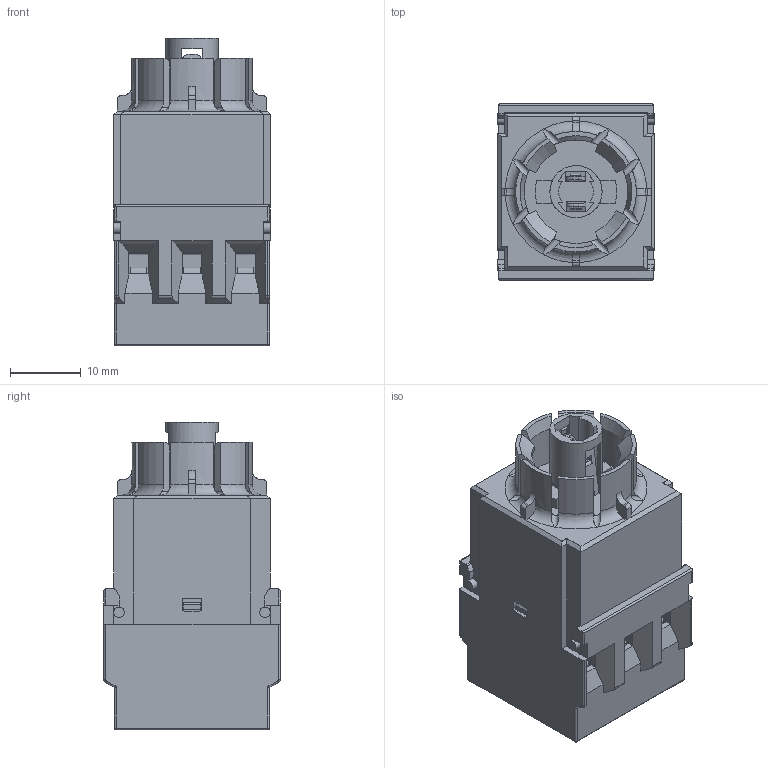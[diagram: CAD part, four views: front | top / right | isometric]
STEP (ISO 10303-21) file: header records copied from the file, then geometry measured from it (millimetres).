
FILE_DESCRIPTION(/* description */ (''),/* implementation_level */ '2;1');
FILE_NAME(/* name */ 'BZLII5K_ipt.stp',/* time_stamp */ '2017-03-31T08:03:12+02:00',/* author */ ('ahoffmann'),/* organization */ (''),/* preprocessor_version */ 'ST-DEVELOPER v16.1',/* originating_system */ 'Autodesk Inventor 2016',/* authorisation */ '');
FILE_SCHEMA (('AUTOMOTIVE_DESIGN { 1 0 10303 214 3 1 1 }'));
Length unit declared in the file: centimetre
Products named in the file (1): BZLII5K_vereinfacht
Bounding box: 22.2 x 25 x 43.65 mm (x, y, z)
Volume: 14631.1 mm3; surface area: 10037.7 mm2
Topology: 1 solids, 6 shells, 958 faces, 2565 edges, 1647 vertices
Faces by surface type: plane 705, cylinder 165, cone 32, torus 26, bspline 22, sphere 8
Full cylindrical faces by diameter (mm): 1.5 x4, 1.7 x6, 4 x6, 7.4 x1
Entity records: 34508 total; most frequent: CARTESIAN_POINT 11209, ORIENTED_EDGE 4956, DIRECTION 4569, EDGE_CURVE 2478, LINE 1869, VECTOR 1869, VERTEX_POINT 1615, AXIS2_PLACEMENT_3D 1350
